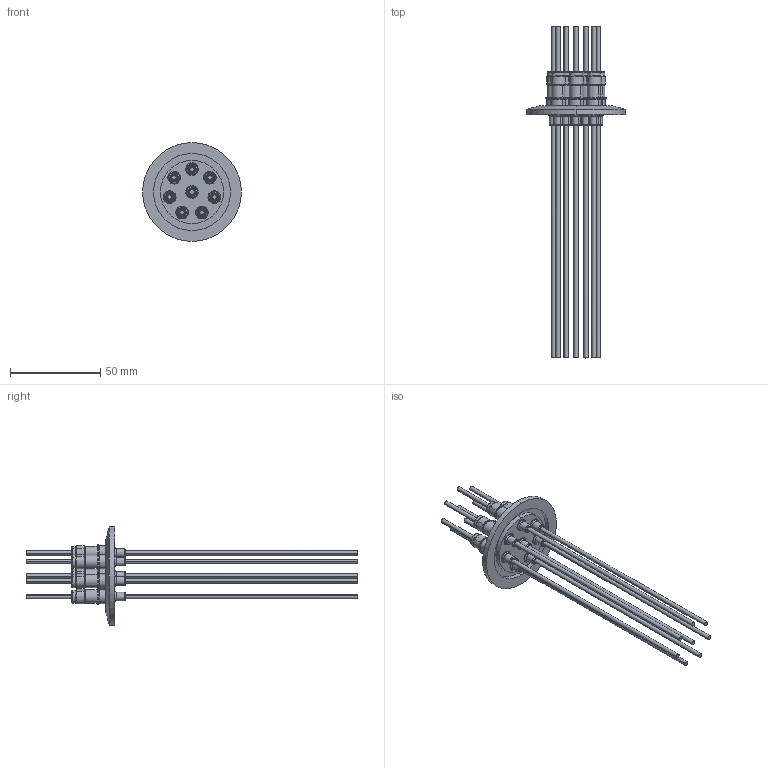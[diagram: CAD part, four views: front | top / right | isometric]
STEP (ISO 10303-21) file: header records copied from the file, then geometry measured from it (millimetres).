
FILE_DESCRIPTION (( 'STEP AP203' ), '1' );
FILE_NAME ('A0509-2-QF.STEP', '2013-05-29T12:04:18', ( '' ), ( '' ), 'SwSTEP 2.0', 'SolidWorks 2012', '' );
FILE_SCHEMA (( 'CONFIG_CONTROL_DESIGN' ));
Length unit declared in the file: inch
Products named in the file (1): A0509-2-QF
Bounding box: 54.86 x 184.15 x 54.86 mm (x, y, z)
Volume: 21844.5 mm3; surface area: 26215.9 mm2
Topology: 1 solids, 9 shells, 532 faces, 1126 edges, 686 vertices
Faces by surface type: cylinder 278, cone 98, plane 92, torus 64
Entity records: 14543 total; most frequent: DIRECTION 2942, CARTESIAN_POINT 2345, ORIENTED_EDGE 2252, AXIS2_PLACEMENT_3D 1283, EDGE_CURVE 1126, CIRCLE 750, VERTEX_POINT 686, EDGE_LOOP 622
